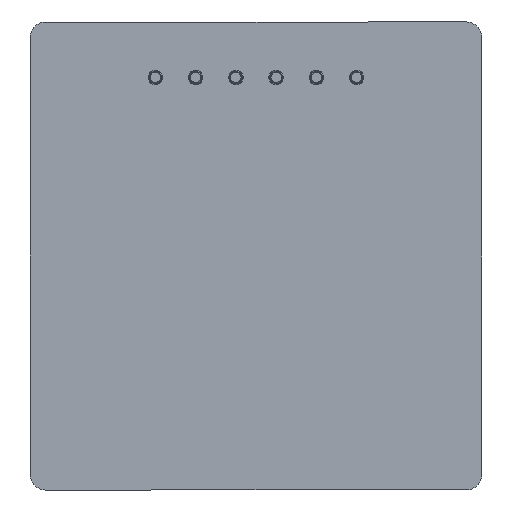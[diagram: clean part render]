
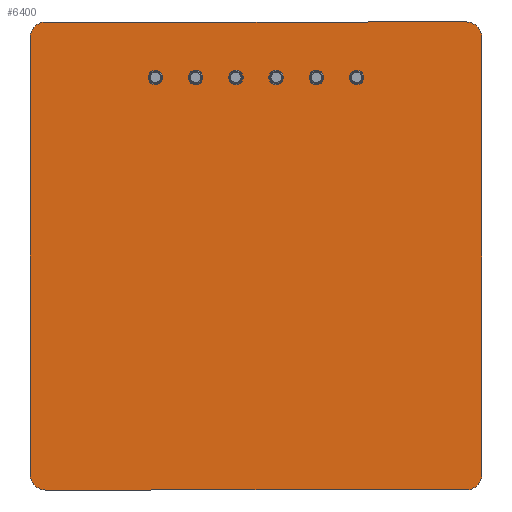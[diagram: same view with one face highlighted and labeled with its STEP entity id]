
A CAD part, front view. The second image highlights one B-rep face of the part: STEP entity #6400.
In plain terms, the highlighted planar face has unit normal (0, -1, 0).
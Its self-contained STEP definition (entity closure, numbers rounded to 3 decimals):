
#92 = LINE ( 'NONE', #3359, #673 ) ;
#266 = EDGE_CURVE ( 'NONE', #3286, #6214, #1835, .T. ) ;
#449 = DIRECTION ( 'NONE',  ( 0., -1., 0. ) ) ;
#573 = CARTESIAN_POINT ( 'NONE',  ( 7.125, 0., 7.5 ) ) ;
#673 = VECTOR ( 'NONE', #4678, 1000. ) ;
#691 = ORIENTED_EDGE ( 'NONE', *, *, #4606, .F. ) ;
#763 = DIRECTION ( 'NONE',  ( -1., 0., 0. ) ) ;
#822 = VERTEX_POINT ( 'NONE', #1795 ) ;
#880 = CARTESIAN_POINT ( 'NONE',  ( -7.125, 0., 8. ) ) ;
#914 = DIRECTION ( 'NONE',  ( 0., 0., 1. ) ) ;
#962 = CIRCLE ( 'NONE', #6135, 0.5 ) ;
#985 = DIRECTION ( 'NONE',  ( 0., 0., 1. ) ) ;
#1223 = CIRCLE ( 'NONE', #8031, 0.5 ) ;
#1375 = CARTESIAN_POINT ( 'NONE',  ( 6.625, 0., -6.76 ) ) ;
#1726 = DIRECTION ( 'NONE',  ( 0., 0., 1. ) ) ;
#1795 = CARTESIAN_POINT ( 'NONE',  ( -7.125, 0., -6.26 ) ) ;
#1835 = CIRCLE ( 'NONE', #4574, 0.5 ) ;
#2035 = PLANE ( 'NONE',  #3881 ) ;
#2042 = LINE ( 'NONE', #6662, #6785 ) ;
#2096 = LINE ( 'NONE', #880, #4245 ) ;
#2153 = CARTESIAN_POINT ( 'NONE',  ( -6.625, 0., 7.5 ) ) ;
#2160 = ORIENTED_EDGE ( 'NONE', *, *, #4315, .F. ) ;
#2232 = ORIENTED_EDGE ( 'NONE', *, *, #2250, .T. ) ;
#2250 = EDGE_CURVE ( 'NONE', #4688, #5866, #1223, .T. ) ;
#2461 = VERTEX_POINT ( 'NONE', #5878 ) ;
#2511 = CARTESIAN_POINT ( 'NONE',  ( 6.625, 0., -6.26 ) ) ;
#2516 = ORIENTED_EDGE ( 'NONE', *, *, #4701, .T. ) ;
#2569 = CARTESIAN_POINT ( 'NONE',  ( -6.625, 0., -6.76 ) ) ;
#2645 = DIRECTION ( 'NONE',  ( 0., -1., 0. ) ) ;
#2679 = EDGE_LOOP ( 'NONE', ( #4137, #2516, #691, #2232, #3548, #7776, #2160, #6538 ) ) ;
#2698 = CARTESIAN_POINT ( 'NONE',  ( -7.125, 0., -6.76 ) ) ;
#2839 = DIRECTION ( 'NONE',  ( 0., -1., 0. ) ) ;
#3025 = LINE ( 'NONE', #2698, #4083 ) ;
#3286 = VERTEX_POINT ( 'NONE', #573 ) ;
#3359 = CARTESIAN_POINT ( 'NONE',  ( -7.125, 0., 8. ) ) ;
#3371 = CARTESIAN_POINT ( 'NONE',  ( 7.125, 0., -6.26 ) ) ;
#3453 = AXIS2_PLACEMENT_3D ( 'NONE', #2153, #2839, #914 ) ;
#3548 = ORIENTED_EDGE ( 'NONE', *, *, #4852, .F. ) ;
#3578 = DIRECTION ( 'NONE',  ( 0., 1., 0. ) ) ;
#3657 = CIRCLE ( 'NONE', #3453, 0.5 ) ;
#3867 = FACE_OUTER_BOUND ( 'NONE', #2679, .T. ) ;
#3881 = AXIS2_PLACEMENT_3D ( 'NONE', #6562, #3578, #985 ) ;
#3922 = CARTESIAN_POINT ( 'NONE',  ( -6.625, 0., 8. ) ) ;
#3970 = VERTEX_POINT ( 'NONE', #2569 ) ;
#4083 = VECTOR ( 'NONE', #763, 1000. ) ;
#4137 = ORIENTED_EDGE ( 'NONE', *, *, #4457, .F. ) ;
#4245 = VECTOR ( 'NONE', #6483, 1000. ) ;
#4315 = EDGE_CURVE ( 'NONE', #6773, #6214, #2096, .T. ) ;
#4433 = DIRECTION ( 'NONE',  ( 0., -1., 0. ) ) ;
#4457 = EDGE_CURVE ( 'NONE', #822, #2461, #92, .T. ) ;
#4484 = CARTESIAN_POINT ( 'NONE',  ( -6.625, 0., -6.26 ) ) ;
#4574 = AXIS2_PLACEMENT_3D ( 'NONE', #7277, #449, #1726 ) ;
#4606 = EDGE_CURVE ( 'NONE', #4688, #3970, #3025, .T. ) ;
#4678 = DIRECTION ( 'NONE',  ( 0., 0., 1. ) ) ;
#4688 = VERTEX_POINT ( 'NONE', #1375 ) ;
#4701 = EDGE_CURVE ( 'NONE', #822, #3970, #962, .T. ) ;
#4724 = DIRECTION ( 'NONE',  ( 0., 0., -1. ) ) ;
#4852 = EDGE_CURVE ( 'NONE', #3286, #5866, #2042, .T. ) ;
#5547 = EDGE_CURVE ( 'NONE', #6773, #2461, #3657, .T. ) ;
#5866 = VERTEX_POINT ( 'NONE', #3371 ) ;
#5878 = CARTESIAN_POINT ( 'NONE',  ( -7.125, 0., 7.5 ) ) ;
#6116 = CARTESIAN_POINT ( 'NONE',  ( 6.625, 0., 8. ) ) ;
#6135 = AXIS2_PLACEMENT_3D ( 'NONE', #4484, #2645, #6905 ) ;
#6214 = VERTEX_POINT ( 'NONE', #6116 ) ;
#6400 = ADVANCED_FACE ( 'NONE', ( #3867 ), #2035, .F. ) ;
#6483 = DIRECTION ( 'NONE',  ( 1., 0., 0. ) ) ;
#6538 = ORIENTED_EDGE ( 'NONE', *, *, #5547, .T. ) ;
#6562 = CARTESIAN_POINT ( 'NONE',  ( 0., 0., 0. ) ) ;
#6662 = CARTESIAN_POINT ( 'NONE',  ( 7.125, 0., 8. ) ) ;
#6773 = VERTEX_POINT ( 'NONE', #3922 ) ;
#6785 = VECTOR ( 'NONE', #4724, 1000. ) ;
#6905 = DIRECTION ( 'NONE',  ( 0., 0., 1. ) ) ;
#7277 = CARTESIAN_POINT ( 'NONE',  ( 6.625, 0., 7.5 ) ) ;
#7471 = DIRECTION ( 'NONE',  ( 0., 0., 1. ) ) ;
#7776 = ORIENTED_EDGE ( 'NONE', *, *, #266, .T. ) ;
#8031 = AXIS2_PLACEMENT_3D ( 'NONE', #2511, #4433, #7471 ) ;
